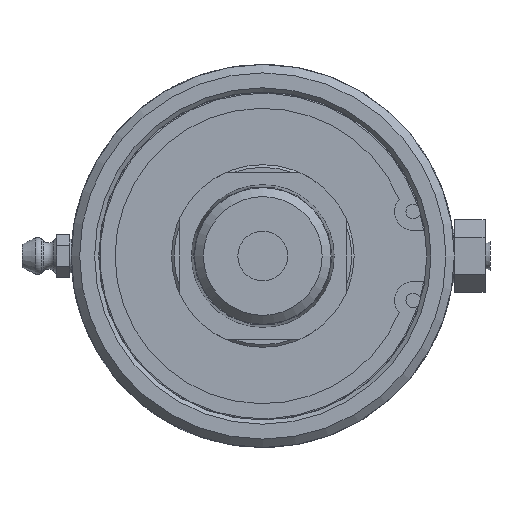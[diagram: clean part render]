
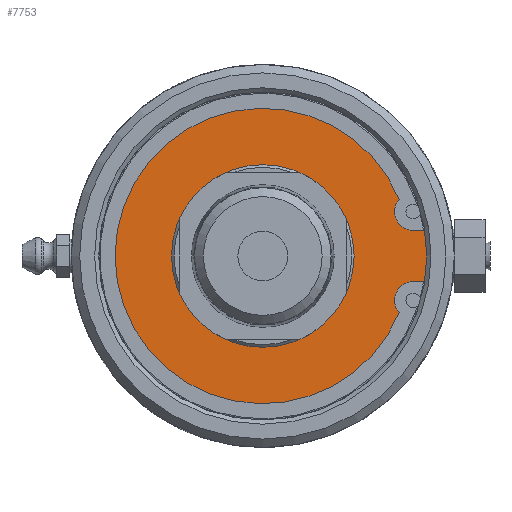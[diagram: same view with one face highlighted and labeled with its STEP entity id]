
A CAD part, left-side view. The second image highlights one B-rep face of the part: STEP entity #7753.
In plain terms, the highlighted planar face has unit normal (-1, 0, 0).
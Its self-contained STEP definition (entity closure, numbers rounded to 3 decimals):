
#99=FACE_BOUND('',#2678,.T.);
#867=LINE('',#47458,#1317);
#872=LINE('',#47470,#1322);
#1317=VECTOR('',#9665,10.);
#1322=VECTOR('',#9674,10.);
#1622=CIRCLE('',#8291,3.556);
#1624=CIRCLE('',#8294,28.142);
#1626=CIRCLE('',#8297,3.556);
#1633=CIRCLE('',#8309,33.45);
#1634=CIRCLE('',#8312,17.4);
#1635=CIRCLE('',#8313,17.4);
#1844=PLANE('',#8311);
#2207=FACE_OUTER_BOUND('',#2677,.T.);
#2677=EDGE_LOOP('',(#6809,#6810,#6811,#6812,#6813,#6814));
#2678=EDGE_LOOP('',(#6815,#6816));
#3725=VERTEX_POINT('',#47455);
#3726=VERTEX_POINT('',#47457);
#3730=VERTEX_POINT('',#47467);
#3731=VERTEX_POINT('',#47469);
#3732=VERTEX_POINT('',#47473);
#3734=VERTEX_POINT('',#47479);
#3737=VERTEX_POINT('',#47501);
#3738=VERTEX_POINT('',#47502);
#4777=EDGE_CURVE('',#3726,#3725,#867,.T.);
#4783=EDGE_CURVE('',#3731,#3730,#872,.T.);
#4785=EDGE_CURVE('',#3730,#3732,#1622,.T.);
#4788=EDGE_CURVE('',#3732,#3734,#1624,.T.);
#4791=EDGE_CURVE('',#3734,#3726,#1626,.T.);
#4798=EDGE_CURVE('',#3725,#3731,#1633,.T.);
#4799=EDGE_CURVE('',#3737,#3738,#1634,.T.);
#4800=EDGE_CURVE('',#3738,#3737,#1635,.T.);
#6809=ORIENTED_EDGE('',*,*,#4783,.T.);
#6810=ORIENTED_EDGE('',*,*,#4785,.T.);
#6811=ORIENTED_EDGE('',*,*,#4788,.T.);
#6812=ORIENTED_EDGE('',*,*,#4791,.T.);
#6813=ORIENTED_EDGE('',*,*,#4777,.T.);
#6814=ORIENTED_EDGE('',*,*,#4798,.T.);
#6815=ORIENTED_EDGE('',*,*,#4799,.T.);
#6816=ORIENTED_EDGE('',*,*,#4800,.T.);
#7753=ADVANCED_FACE('',(#2207,#99),#1844,.F.);
#8291=AXIS2_PLACEMENT_3D('',#47474,#9678,#9679);
#8294=AXIS2_PLACEMENT_3D('',#47480,#9685,#9686);
#8297=AXIS2_PLACEMENT_3D('',#47485,#9692,#9693);
#8309=AXIS2_PLACEMENT_3D('',#47498,#9716,#9717);
#8311=AXIS2_PLACEMENT_3D('',#47500,#9720,#9721);
#8312=AXIS2_PLACEMENT_3D('',#47503,#9722,#9723);
#8313=AXIS2_PLACEMENT_3D('',#47504,#9724,#9725);
#9665=DIRECTION('',(0.,-1.,0.));
#9674=DIRECTION('',(0.,1.,0.));
#9678=DIRECTION('center_axis',(1.,0.,0.));
#9679=DIRECTION('ref_axis',(0.,0.754,0.657));
#9685=DIRECTION('center_axis',(-1.,0.,0.));
#9686=DIRECTION('ref_axis',(0.,0.924,-0.384));
#9692=DIRECTION('center_axis',(1.,0.,0.));
#9693=DIRECTION('ref_axis',(0.,0.,1.));
#9716=DIRECTION('center_axis',(-1.,0.,0.));
#9717=DIRECTION('ref_axis',(0.,1.,0.));
#9720=DIRECTION('center_axis',(1.,0.,0.));
#9721=DIRECTION('ref_axis',(0.,0.,-1.));
#9722=DIRECTION('center_axis',(1.,0.,0.));
#9723=DIRECTION('ref_axis',(0.,1.,0.));
#9724=DIRECTION('center_axis',(1.,0.,0.));
#9725=DIRECTION('ref_axis',(0.,1.,0.));
#47455=CARTESIAN_POINT('',(4.775,-33.089,-4.902));
#47457=CARTESIAN_POINT('',(4.775,-28.672,-4.902));
#47458=CARTESIAN_POINT('',(4.775,-4.407,-4.902));
#47467=CARTESIAN_POINT('',(4.775,-28.672,4.902));
#47469=CARTESIAN_POINT('',(4.775,-33.089,4.902));
#47470=CARTESIAN_POINT('',(4.775,-2.199,4.902));
#47473=CARTESIAN_POINT('',(4.775,-25.99,10.793));
#47474=CARTESIAN_POINT('Origin',(4.775,-28.672,8.458));
#47479=CARTESIAN_POINT('',(4.775,-25.99,-10.793));
#47480=CARTESIAN_POINT('Origin',(4.775,0.,0.));
#47485=CARTESIAN_POINT('Origin',(4.775,-28.672,-8.458));
#47498=CARTESIAN_POINT('Origin',(4.775,0.,0.));
#47500=CARTESIAN_POINT('Origin',(4.775,24.275,0.));
#47501=CARTESIAN_POINT('',(4.775,17.4,0.));
#47502=CARTESIAN_POINT('',(4.775,-17.4,0.));
#47503=CARTESIAN_POINT('Origin',(4.775,0.,0.));
#47504=CARTESIAN_POINT('Origin',(4.775,0.,0.));
